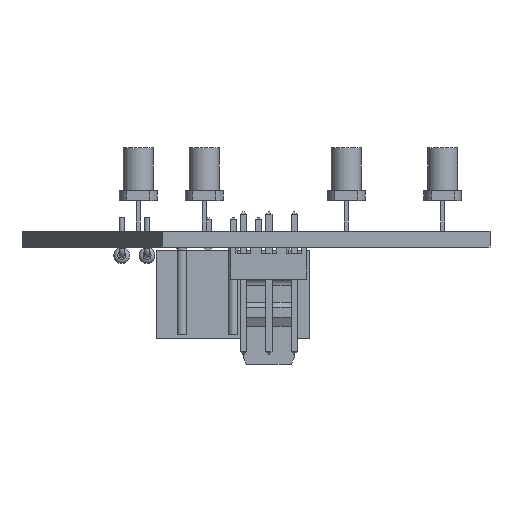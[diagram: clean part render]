
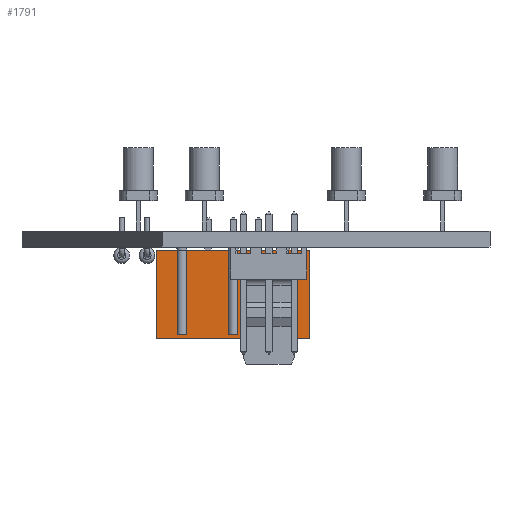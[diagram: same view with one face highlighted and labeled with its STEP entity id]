
A CAD part, left-side view. The second image highlights one B-rep face of the part: STEP entity #1791.
In plain terms, the highlighted face is planar.
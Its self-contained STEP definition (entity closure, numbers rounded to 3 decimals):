
#1089 = EDGE_CURVE('',#1090,#1092,#1094,.T.);
#1090 = VERTEX_POINT('',#1091);
#1091 = CARTESIAN_POINT('',(5.695,5.1,0.25));
#1092 = VERTEX_POINT('',#1093);
#1093 = CARTESIAN_POINT('',(5.695,5.1,9.1));
#1094 = LINE('',#1095,#1096);
#1095 = CARTESIAN_POINT('',(5.695,5.1,0.25));
#1096 = VECTOR('',#1097,1.);
#1097 = DIRECTION('',(0.,0.,1.));
#1154 = VERTEX_POINT('',#1155);
#1155 = CARTESIAN_POINT('',(5.695,-10.18,9.1));
#1161 = EDGE_CURVE('',#1154,#1092,#1162,.T.);
#1162 = LINE('',#1163,#1164);
#1163 = CARTESIAN_POINT('',(5.695,-10.18,9.1));
#1164 = VECTOR('',#1165,1.);
#1165 = DIRECTION('',(0.,1.,0.));
#1362 = VERTEX_POINT('',#1363);
#1363 = CARTESIAN_POINT('',(5.695,-10.18,0.25));
#1369 = EDGE_CURVE('',#1362,#1154,#1370,.T.);
#1370 = LINE('',#1371,#1372);
#1371 = CARTESIAN_POINT('',(5.695,-10.18,0.25));
#1372 = VECTOR('',#1373,1.);
#1373 = DIRECTION('',(0.,0.,1.));
#1409 = EDGE_CURVE('',#1410,#1090,#1412,.T.);
#1410 = VERTEX_POINT('',#1411);
#1411 = CARTESIAN_POINT('',(5.695,3.033,0.25));
#1412 = LINE('',#1413,#1414);
#1413 = CARTESIAN_POINT('',(5.695,-10.18,0.25));
#1414 = VECTOR('',#1415,1.);
#1415 = DIRECTION('',(0.,1.,0.));
#1427 = VERTEX_POINT('',#1428);
#1428 = CARTESIAN_POINT('',(5.695,2.167,0.25));
#1435 = EDGE_CURVE('',#1436,#1427,#1438,.T.);
#1436 = VERTEX_POINT('',#1437);
#1437 = CARTESIAN_POINT('',(5.695,-2.107,0.25));
#1438 = LINE('',#1439,#1440);
#1439 = CARTESIAN_POINT('',(5.695,-10.18,0.25));
#1440 = VECTOR('',#1441,1.);
#1441 = DIRECTION('',(0.,1.,0.));
#1453 = VERTEX_POINT('',#1454);
#1454 = CARTESIAN_POINT('',(5.695,-2.973,0.25));
#1461 = EDGE_CURVE('',#1462,#1453,#1464,.T.);
#1462 = VERTEX_POINT('',#1463);
#1463 = CARTESIAN_POINT('',(5.695,-7.247,0.25));
#1464 = LINE('',#1465,#1466);
#1465 = CARTESIAN_POINT('',(5.695,-10.18,0.25));
#1466 = VECTOR('',#1467,1.);
#1467 = DIRECTION('',(0.,1.,0.));
#1479 = VERTEX_POINT('',#1480);
#1480 = CARTESIAN_POINT('',(5.695,-8.113,0.25));
#1487 = EDGE_CURVE('',#1362,#1479,#1488,.T.);
#1488 = LINE('',#1489,#1490);
#1489 = CARTESIAN_POINT('',(5.695,-10.18,0.25));
#1490 = VECTOR('',#1491,1.);
#1491 = DIRECTION('',(0.,1.,0.));
#1791 = ADVANCED_FACE('',(#1792),#1867,.T.);
#1792 = FACE_BOUND('',#1793,.T.);
#1793 = EDGE_LOOP('',(#1794,#1795,#1796,#1804,#1812,#1818,#1819,#1827,
    #1835,#1841,#1842,#1850,#1858,#1864,#1865,#1866));
#1794 = ORIENTED_EDGE('',*,*,#1369,.F.);
#1795 = ORIENTED_EDGE('',*,*,#1487,.T.);
#1796 = ORIENTED_EDGE('',*,*,#1797,.F.);
#1797 = EDGE_CURVE('',#1798,#1479,#1800,.T.);
#1798 = VERTEX_POINT('',#1799);
#1799 = CARTESIAN_POINT('',(5.695,-8.113,8.75));
#1800 = LINE('',#1801,#1802);
#1801 = CARTESIAN_POINT('',(5.695,-8.113,0.25));
#1802 = VECTOR('',#1803,1.);
#1803 = DIRECTION('',(-0.,-0.,-1.));
#1804 = ORIENTED_EDGE('',*,*,#1805,.F.);
#1805 = EDGE_CURVE('',#1806,#1798,#1808,.T.);
#1806 = VERTEX_POINT('',#1807);
#1807 = CARTESIAN_POINT('',(5.695,-7.247,8.75));
#1808 = LINE('',#1809,#1810);
#1809 = CARTESIAN_POINT('',(5.695,-5.11,8.75));
#1810 = VECTOR('',#1811,1.);
#1811 = DIRECTION('',(0.,-1.,0.));
#1812 = ORIENTED_EDGE('',*,*,#1813,.T.);
#1813 = EDGE_CURVE('',#1806,#1462,#1814,.T.);
#1814 = LINE('',#1815,#1816);
#1815 = CARTESIAN_POINT('',(5.695,-7.247,0.25));
#1816 = VECTOR('',#1817,1.);
#1817 = DIRECTION('',(-0.,-0.,-1.));
#1818 = ORIENTED_EDGE('',*,*,#1461,.T.);
#1819 = ORIENTED_EDGE('',*,*,#1820,.F.);
#1820 = EDGE_CURVE('',#1821,#1453,#1823,.T.);
#1821 = VERTEX_POINT('',#1822);
#1822 = CARTESIAN_POINT('',(5.695,-2.973,8.75));
#1823 = LINE('',#1824,#1825);
#1824 = CARTESIAN_POINT('',(5.695,-2.973,0.25));
#1825 = VECTOR('',#1826,1.);
#1826 = DIRECTION('',(-0.,-0.,-1.));
#1827 = ORIENTED_EDGE('',*,*,#1828,.F.);
#1828 = EDGE_CURVE('',#1829,#1821,#1831,.T.);
#1829 = VERTEX_POINT('',#1830);
#1830 = CARTESIAN_POINT('',(5.695,-2.107,8.75));
#1831 = LINE('',#1832,#1833);
#1832 = CARTESIAN_POINT('',(5.695,-2.54,8.75));
#1833 = VECTOR('',#1834,1.);
#1834 = DIRECTION('',(0.,-1.,0.));
#1835 = ORIENTED_EDGE('',*,*,#1836,.T.);
#1836 = EDGE_CURVE('',#1829,#1436,#1837,.T.);
#1837 = LINE('',#1838,#1839);
#1838 = CARTESIAN_POINT('',(5.695,-2.107,0.25));
#1839 = VECTOR('',#1840,1.);
#1840 = DIRECTION('',(-0.,-0.,-1.));
#1841 = ORIENTED_EDGE('',*,*,#1435,.T.);
#1842 = ORIENTED_EDGE('',*,*,#1843,.F.);
#1843 = EDGE_CURVE('',#1844,#1427,#1846,.T.);
#1844 = VERTEX_POINT('',#1845);
#1845 = CARTESIAN_POINT('',(5.695,2.167,8.75));
#1846 = LINE('',#1847,#1848);
#1847 = CARTESIAN_POINT('',(5.695,2.167,0.25));
#1848 = VECTOR('',#1849,1.);
#1849 = DIRECTION('',(-0.,-0.,-1.));
#1850 = ORIENTED_EDGE('',*,*,#1851,.F.);
#1851 = EDGE_CURVE('',#1852,#1844,#1854,.T.);
#1852 = VERTEX_POINT('',#1853);
#1853 = CARTESIAN_POINT('',(5.695,3.033,8.75));
#1854 = LINE('',#1855,#1856);
#1855 = CARTESIAN_POINT('',(5.695,0.03,8.75));
#1856 = VECTOR('',#1857,1.);
#1857 = DIRECTION('',(0.,-1.,0.));
#1858 = ORIENTED_EDGE('',*,*,#1859,.T.);
#1859 = EDGE_CURVE('',#1852,#1410,#1860,.T.);
#1860 = LINE('',#1861,#1862);
#1861 = CARTESIAN_POINT('',(5.695,3.033,0.25));
#1862 = VECTOR('',#1863,1.);
#1863 = DIRECTION('',(-0.,-0.,-1.));
#1864 = ORIENTED_EDGE('',*,*,#1409,.T.);
#1865 = ORIENTED_EDGE('',*,*,#1089,.T.);
#1866 = ORIENTED_EDGE('',*,*,#1161,.F.);
#1867 = PLANE('',#1868);
#1868 = AXIS2_PLACEMENT_3D('',#1869,#1870,#1871);
#1869 = CARTESIAN_POINT('',(5.695,-2.54,4.675));
#1870 = DIRECTION('',(1.,0.,0.));
#1871 = DIRECTION('',(0.,0.,1.));
